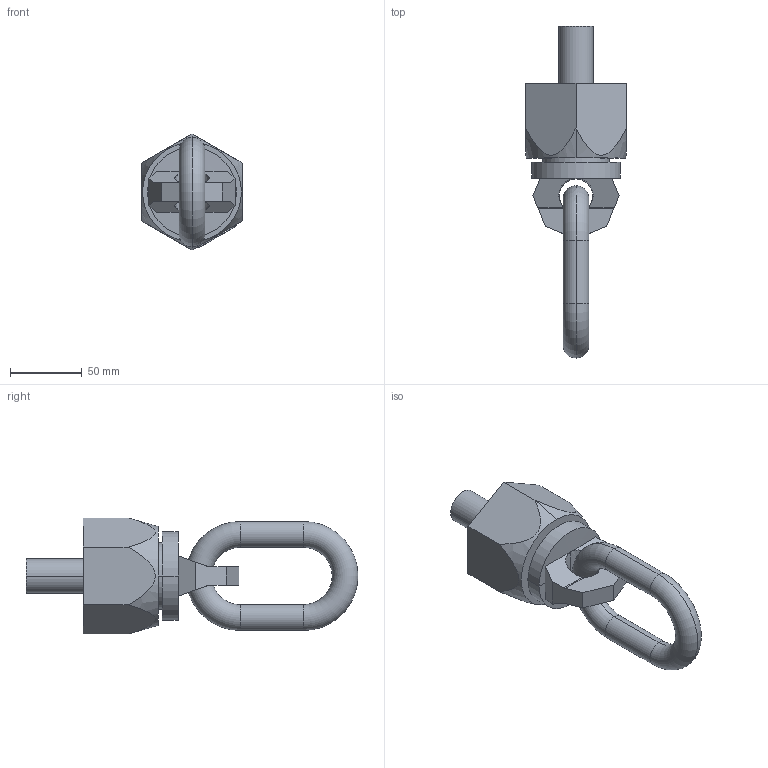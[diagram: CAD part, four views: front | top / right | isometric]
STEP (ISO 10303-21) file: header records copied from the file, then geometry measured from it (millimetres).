
FILE_DESCRIPTION((''),'2;1');
FILE_NAME('001-M31712-P-6','2015-01-09T',('Antonia.Strepp'),(''),'PRO/ENGINEER BY PARAMETRIC TECHNOLOGY CORPORATION, 2010140','PRO/ENGINEER BY PARAMETRIC TECHNOLOGY CORPORATION, 2010140','');
FILE_SCHEMA(('CONFIG_CONTROL_DESIGN'));
Length unit declared in the file: millimetre
Products named in the file (1): 001-M31712-P-6
Bounding box: 70 x 231.36 x 80.83 mm (x, y, z)
Volume: 368328.2 mm3; surface area: 49295.3 mm2
Topology: 1 solids, 1 shells, 333 faces, 937 edges, 618 vertices
Faces by surface type: plane 307, cylinder 14, cone 8, torus 4
Entity records: 10779 total; most frequent: CARTESIAN_POINT 2160, ORIENTED_EDGE 1874, DIRECTION 1603, EDGE_CURVE 937, VECTOR 869, LINE 869, VERTEX_POINT 618, AXIS2_PLACEMENT_3D 367
